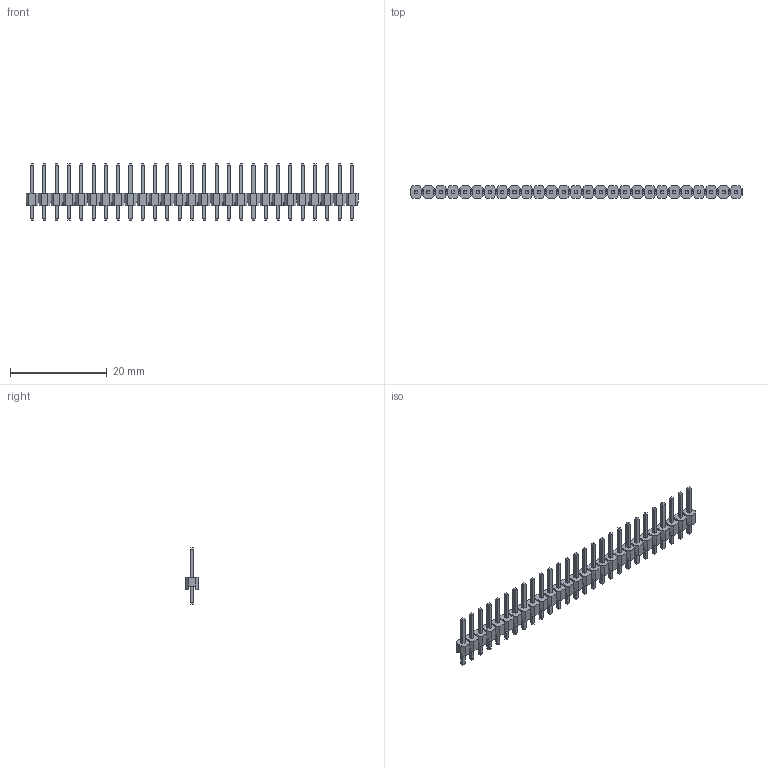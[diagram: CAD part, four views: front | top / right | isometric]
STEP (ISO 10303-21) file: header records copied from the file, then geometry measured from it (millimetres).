
FILE_DESCRIPTION(('STEP AP214'), '1');
FILE_NAME('PLS', '', ('UNSPECIFIED'), ('UNSPECIFIED'), 'ASCON STEP Converter 1.6', 'ASCON Math Kernel', '');
FILE_SCHEMA(('AUTOMOTIVE_DESIGN { 1 0 10303 214 3 1 1}'));
Length unit declared in the file: millimetre
Bounding box: 68.58 x 2.54 x 11.6 mm (x, y, z)
Volume: 414.9 mm3; surface area: 1457.5 mm2
Topology: 1 solids, 1 shells, 898 faces, 2232 edges, 1416 vertices
Faces by surface type: plane 898
Entity records: 33032 total; most frequent: CARTESIAN_POINT 4547, ORIENTED_EDGE 4464, DIRECTION 4030, EDGE_CURVE 2232, LINE 2232, VECTOR 2232, VERTEX_POINT 1416, FACE_BOUND 978
